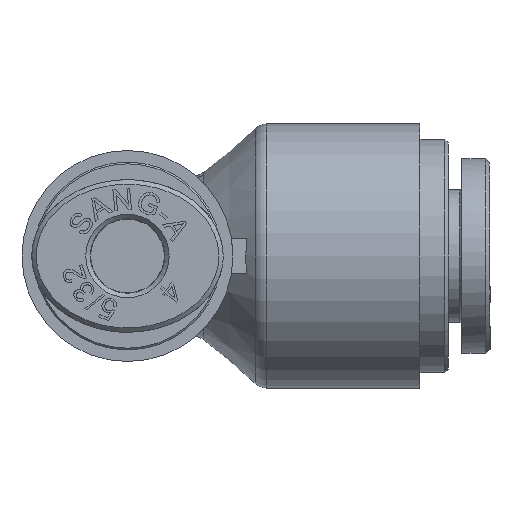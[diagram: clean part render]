
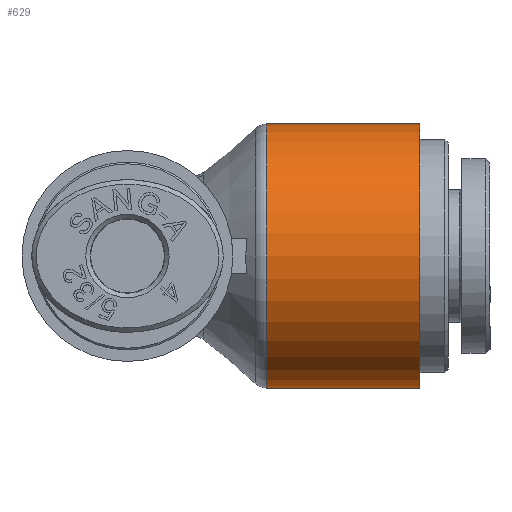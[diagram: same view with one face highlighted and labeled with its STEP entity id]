
A CAD part, front view. The second image highlights one B-rep face of the part: STEP entity #629.
In plain terms, the highlighted cylindrical face has radius 7.45 mm (diameter 14.9 mm), a full revolution.
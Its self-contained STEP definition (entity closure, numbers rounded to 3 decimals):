
#598=CARTESIAN_POINT('',(7.865,7.45,0.));
#599=VERTEX_POINT('',#598);
#600=CARTESIAN_POINT('',(7.865,0.,0.0));
#601=DIRECTION('',(-1.0,0.0,0.0));
#602=DIRECTION('',(0.0,-1.0,0.0));
#603=AXIS2_PLACEMENT_3D('',#600,#601,#602);
#604=CIRCLE('',#603,7.45);
#605=EDGE_CURVE('',#599,#599,#604,.T.);
#610=CARTESIAN_POINT('',(12.,0.,0.0));
#611=DIRECTION('',(1.0,0.,0.0));
#612=DIRECTION('',(0.0,1.0,0.0));
#613=AXIS2_PLACEMENT_3D('',#610,#611,#612);
#614=CYLINDRICAL_SURFACE('',#613,7.45);
#615=CARTESIAN_POINT('',(16.5,7.45,0.0));
#616=VERTEX_POINT('',#615);
#617=CARTESIAN_POINT('',(16.5,0.,0.0));
#618=DIRECTION('',(1.0,0.0,0.0));
#619=DIRECTION('',(0.0,1.0,0.0));
#620=AXIS2_PLACEMENT_3D('',#617,#618,#619);
#621=CIRCLE('',#620,7.45);
#622=EDGE_CURVE('',#616,#616,#621,.T.);
#623=ORIENTED_EDGE('',*,*,#622,.F.);
#624=EDGE_LOOP('',(#623));
#625=FACE_OUTER_BOUND('',#624,.T.);
#626=ORIENTED_EDGE('',*,*,#605,.F.);
#627=EDGE_LOOP('',(#626));
#628=FACE_BOUND('',#627,.T.);
#629=ADVANCED_FACE('',(#625,#628),#614,.T.);
